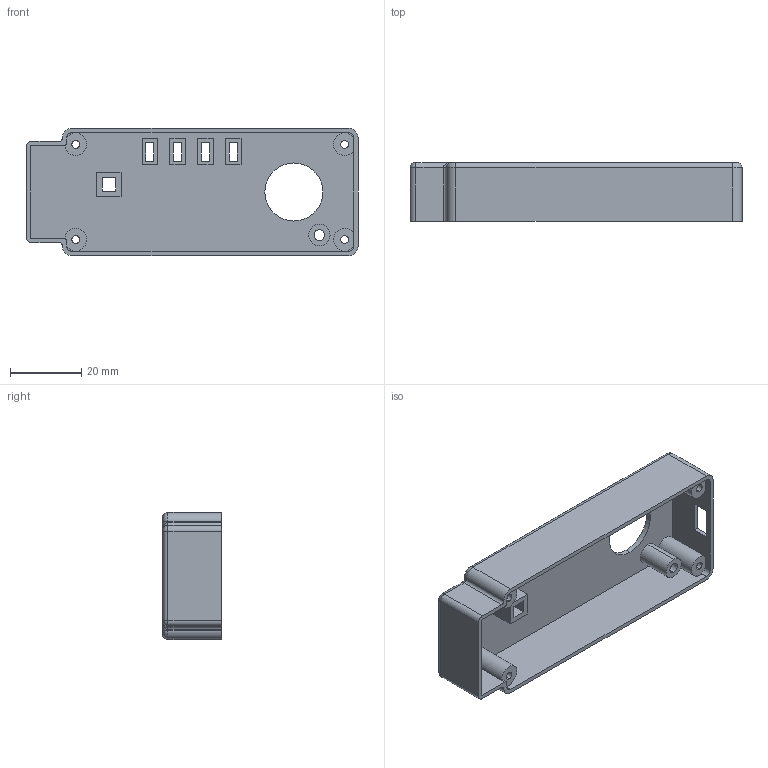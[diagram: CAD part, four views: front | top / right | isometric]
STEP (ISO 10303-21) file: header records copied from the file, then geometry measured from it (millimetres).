
FILE_DESCRIPTION (( 'STEP AP214' ), '1' );
FILE_NAME ('Ãæ°å¸Ç.STEP', '2026-02-08T10:32:12', ( '' ), ( '' ), 'SwSTEP 2.0', 'SolidWorks 2021', '' );
FILE_SCHEMA (( 'AUTOMOTIVE_DESIGN' ));
Length unit declared in the file: millimetre
Products named in the file (1): 醱啣裔
Bounding box: 93.2 x 16.5 x 35.7 mm (x, y, z)
Volume: 10668.8 mm3; surface area: 15624.2 mm2
Topology: 1 solids, 1 shells, 151 faces, 398 edges, 258 vertices
Faces by surface type: plane 89, cylinder 54, torus 6, bspline 2
Entity records: 4794 total; most frequent: CARTESIAN_POINT 900, DIRECTION 804, ORIENTED_EDGE 792, EDGE_CURVE 396, LINE 280, VECTOR 280, AXIS2_PLACEMENT_3D 262, VERTEX_POINT 258
